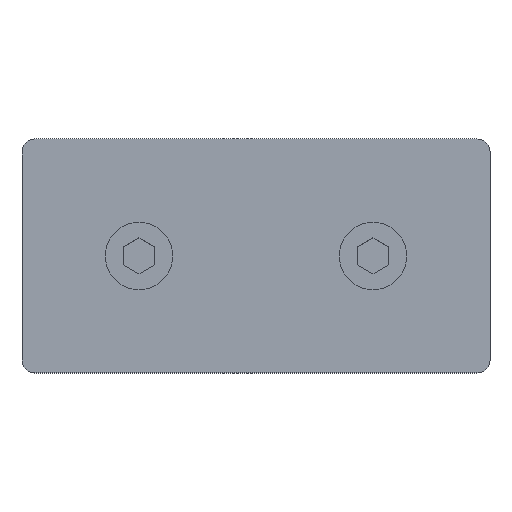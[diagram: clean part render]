
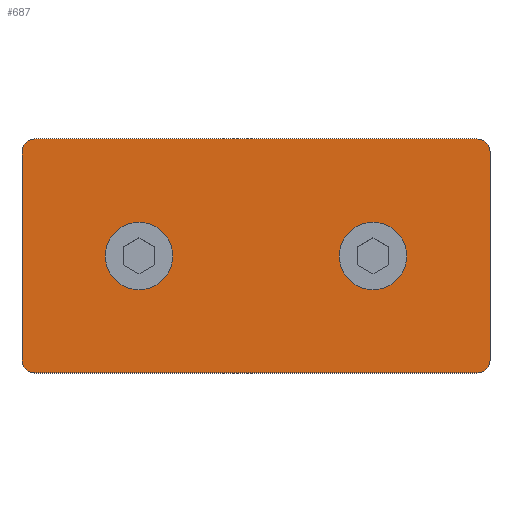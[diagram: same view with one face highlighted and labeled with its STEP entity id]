
A CAD part, top view. The second image highlights one B-rep face of the part: STEP entity #687.
In plain terms, the highlighted planar face has unit normal (0, 0, 1).
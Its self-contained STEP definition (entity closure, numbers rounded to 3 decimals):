
#42=FACE_BOUND('',#168,.T.);
#43=FACE_BOUND('',#169,.T.);
#68=PLANE('',#790);
#119=FACE_OUTER_BOUND('',#167,.T.);
#167=EDGE_LOOP('',(#604,#605,#606,#607,#608,#609,#610,#611));
#168=EDGE_LOOP('',(#612));
#169=EDGE_LOOP('',(#613));
#228=LINE('',#1173,#290);
#229=LINE('',#1175,#291);
#230=LINE('',#1179,#292);
#231=LINE('',#1183,#293);
#290=VECTOR('',#972,1.);
#291=VECTOR('',#973,1.);
#292=VECTOR('',#976,1.);
#293=VECTOR('',#979,1.);
#315=CIRCLE('',#775,6.5);
#317=CIRCLE('',#778,6.5);
#323=CIRCLE('',#789,2.5);
#324=CIRCLE('',#791,2.5);
#325=CIRCLE('',#792,2.5);
#326=CIRCLE('',#793,2.5);
#365=VERTEX_POINT('',#1139);
#367=VERTEX_POINT('',#1145);
#373=VERTEX_POINT('',#1164);
#375=VERTEX_POINT('',#1168);
#376=VERTEX_POINT('',#1172);
#377=VERTEX_POINT('',#1174);
#378=VERTEX_POINT('',#1176);
#379=VERTEX_POINT('',#1178);
#380=VERTEX_POINT('',#1180);
#381=VERTEX_POINT('',#1182);
#442=EDGE_CURVE('',#365,#365,#315,.T.);
#445=EDGE_CURVE('',#367,#367,#317,.T.);
#455=EDGE_CURVE('',#373,#375,#323,.T.);
#456=EDGE_CURVE('',#376,#373,#228,.T.);
#457=EDGE_CURVE('',#375,#377,#229,.T.);
#458=EDGE_CURVE('',#377,#378,#324,.T.);
#459=EDGE_CURVE('',#378,#379,#230,.T.);
#460=EDGE_CURVE('',#379,#380,#325,.T.);
#461=EDGE_CURVE('',#380,#381,#231,.T.);
#462=EDGE_CURVE('',#381,#376,#326,.T.);
#604=ORIENTED_EDGE('',*,*,#456,.T.);
#605=ORIENTED_EDGE('',*,*,#455,.T.);
#606=ORIENTED_EDGE('',*,*,#457,.T.);
#607=ORIENTED_EDGE('',*,*,#458,.T.);
#608=ORIENTED_EDGE('',*,*,#459,.T.);
#609=ORIENTED_EDGE('',*,*,#460,.T.);
#610=ORIENTED_EDGE('',*,*,#461,.T.);
#611=ORIENTED_EDGE('',*,*,#462,.T.);
#612=ORIENTED_EDGE('',*,*,#445,.T.);
#613=ORIENTED_EDGE('',*,*,#442,.T.);
#687=ADVANCED_FACE('',(#119,#42,#43),#68,.T.);
#775=AXIS2_PLACEMENT_3D('',#1141,#935,#936);
#778=AXIS2_PLACEMENT_3D('',#1147,#942,#943);
#789=AXIS2_PLACEMENT_3D('',#1170,#968,#969);
#790=AXIS2_PLACEMENT_3D('',#1171,#970,#971);
#791=AXIS2_PLACEMENT_3D('',#1177,#974,#975);
#792=AXIS2_PLACEMENT_3D('',#1181,#977,#978);
#793=AXIS2_PLACEMENT_3D('',#1184,#980,#981);
#935=DIRECTION('center_axis',(0.,0.,-1.));
#936=DIRECTION('ref_axis',(1.,0.,0.));
#942=DIRECTION('center_axis',(0.,0.,-1.));
#943=DIRECTION('ref_axis',(1.,0.,0.));
#968=DIRECTION('center_axis',(0.,0.,1.));
#969=DIRECTION('ref_axis',(1.,0.,0.));
#970=DIRECTION('center_axis',(0.,0.,1.));
#971=DIRECTION('ref_axis',(1.,0.,0.));
#972=DIRECTION('',(0.,1.,0.));
#973=DIRECTION('',(-1.,0.,0.));
#974=DIRECTION('center_axis',(0.,0.,1.));
#975=DIRECTION('ref_axis',(1.,0.,0.));
#976=DIRECTION('',(0.,-1.,0.));
#977=DIRECTION('center_axis',(0.,0.,1.));
#978=DIRECTION('ref_axis',(1.,0.,0.));
#979=DIRECTION('',(1.,0.,0.));
#980=DIRECTION('center_axis',(0.,0.,1.));
#981=DIRECTION('ref_axis',(1.,0.,0.));
#1139=CARTESIAN_POINT('',(16.,-25.5,45.));
#1141=CARTESIAN_POINT('Origin',(22.5,-25.5,45.));
#1145=CARTESIAN_POINT('',(61.,-25.5,45.));
#1147=CARTESIAN_POINT('Origin',(67.5,-25.5,45.));
#1164=CARTESIAN_POINT('',(90.,-5.5,45.));
#1168=CARTESIAN_POINT('',(87.5,-3.,45.));
#1170=CARTESIAN_POINT('Origin',(87.5,-5.5,45.));
#1171=CARTESIAN_POINT('Origin',(45.,-25.5,45.));
#1172=CARTESIAN_POINT('',(90.,-45.5,45.));
#1173=CARTESIAN_POINT('',(90.,-25.5,45.));
#1174=CARTESIAN_POINT('',(2.5,-3.,45.));
#1175=CARTESIAN_POINT('',(45.,-3.,45.));
#1176=CARTESIAN_POINT('',(0.,-5.5,45.));
#1177=CARTESIAN_POINT('Origin',(2.5,-5.5,45.));
#1178=CARTESIAN_POINT('',(0.,-45.5,45.));
#1179=CARTESIAN_POINT('',(0.,-25.5,45.));
#1180=CARTESIAN_POINT('',(2.5,-48.,45.));
#1181=CARTESIAN_POINT('Origin',(2.5,-45.5,45.));
#1182=CARTESIAN_POINT('',(87.5,-48.,45.));
#1183=CARTESIAN_POINT('',(45.,-48.,45.));
#1184=CARTESIAN_POINT('Origin',(87.5,-45.5,45.));
